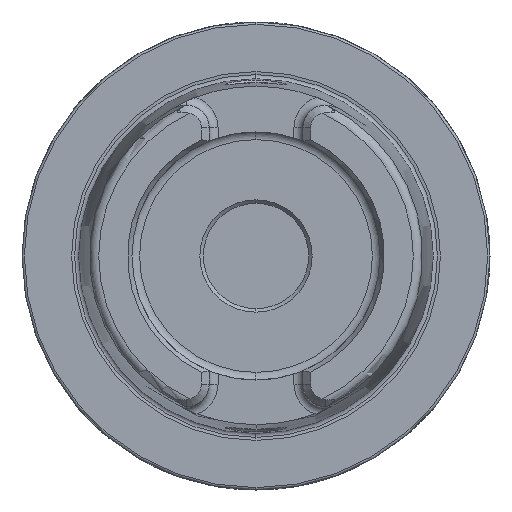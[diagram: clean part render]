
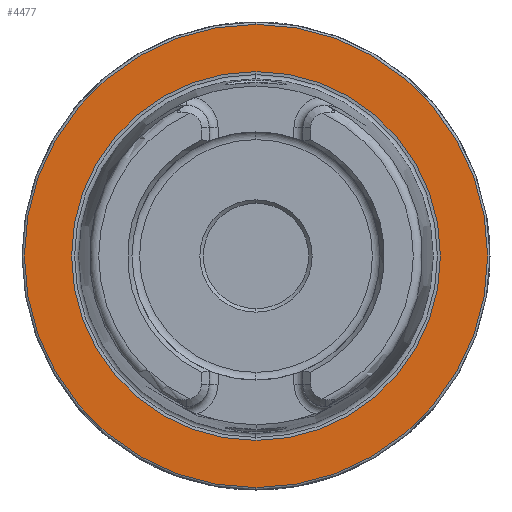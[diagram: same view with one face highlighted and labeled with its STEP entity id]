
A CAD part, left-side view. The second image highlights one B-rep face of the part: STEP entity #4477.
In plain terms, the highlighted planar face has unit normal (-1, 0, 0).
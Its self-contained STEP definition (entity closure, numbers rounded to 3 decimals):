
#199 = VERTEX_POINT ( 'NONE', #9900 ) ;
#227 = CARTESIAN_POINT ( 'NONE',  ( 0., 0., 0. ) ) ;
#316 = VERTEX_POINT ( 'NONE', #3395 ) ;
#411 = ORIENTED_EDGE ( 'NONE', *, *, #2276, .F. ) ;
#1769 = DIRECTION ( 'NONE',  ( -1., 0., 0. ) ) ;
#1880 = CIRCLE ( 'NONE', #4569, 49.5 ) ;
#2050 = DIRECTION ( 'NONE',  ( 1., 0., 0. ) ) ;
#2276 = EDGE_CURVE ( 'NONE', #199, #9043, #7578, .T. ) ;
#2461 = EDGE_CURVE ( 'NONE', #316, #8072, #7078, .T. ) ;
#2857 = ORIENTED_EDGE ( 'NONE', *, *, #4671, .T. ) ;
#3146 = DIRECTION ( 'NONE',  ( 0., 0., 1. ) ) ;
#3395 = CARTESIAN_POINT ( 'NONE',  ( 0., 0., -49.5 ) ) ;
#4477 = ADVANCED_FACE ( 'NONE', ( #6249, #5636 ), #7532, .F. ) ;
#4569 = AXIS2_PLACEMENT_3D ( 'NONE', #7297, #6470, #5598 ) ;
#4573 = CARTESIAN_POINT ( 'NONE',  ( 0., 0., 0. ) ) ;
#4671 = EDGE_CURVE ( 'NONE', #8072, #316, #1880, .T. ) ;
#5045 = AXIS2_PLACEMENT_3D ( 'NONE', #4573, #6976, #7956 ) ;
#5598 = DIRECTION ( 'NONE',  ( 0., 0., 1. ) ) ;
#5636 = FACE_OUTER_BOUND ( 'NONE', #6383, .T. ) ;
#6249 = FACE_BOUND ( 'NONE', #8677, .T. ) ;
#6365 = DIRECTION ( 'NONE',  ( 0., 0., 1. ) ) ;
#6383 = EDGE_LOOP ( 'NONE', ( #2857, #9911 ) ) ;
#6470 = DIRECTION ( 'NONE',  ( -1., 0., 0. ) ) ;
#6852 = CARTESIAN_POINT ( 'NONE',  ( 0., 49.5, 0. ) ) ;
#6976 = DIRECTION ( 'NONE',  ( -1., 0., 0. ) ) ;
#6977 = CARTESIAN_POINT ( 'NONE',  ( 0., 0., -39.405 ) ) ;
#7078 = CIRCLE ( 'NONE', #8830, 49.5 ) ;
#7120 = DIRECTION ( 'NONE',  ( -1., 0., 0. ) ) ;
#7297 = CARTESIAN_POINT ( 'NONE',  ( 0., 0., 0. ) ) ;
#7532 = PLANE ( 'NONE',  #8407 ) ;
#7578 = CIRCLE ( 'NONE', #5045, 39.405 ) ;
#7725 = CIRCLE ( 'NONE', #8313, 39.405 ) ;
#7929 = CARTESIAN_POINT ( 'NONE',  ( 0., 0., 0. ) ) ;
#7956 = DIRECTION ( 'NONE',  ( 0., 0., 1. ) ) ;
#8072 = VERTEX_POINT ( 'NONE', #9886 ) ;
#8308 = DIRECTION ( 'NONE',  ( 0., 0., -1. ) ) ;
#8313 = AXIS2_PLACEMENT_3D ( 'NONE', #227, #1769, #6365 ) ;
#8407 = AXIS2_PLACEMENT_3D ( 'NONE', #6852, #2050, #8308 ) ;
#8677 = EDGE_LOOP ( 'NONE', ( #411, #9668 ) ) ;
#8830 = AXIS2_PLACEMENT_3D ( 'NONE', #7929, #7120, #3146 ) ;
#9043 = VERTEX_POINT ( 'NONE', #6977 ) ;
#9494 = EDGE_CURVE ( 'NONE', #9043, #199, #7725, .T. ) ;
#9668 = ORIENTED_EDGE ( 'NONE', *, *, #9494, .F. ) ;
#9886 = CARTESIAN_POINT ( 'NONE',  ( 0., 0., 49.5 ) ) ;
#9900 = CARTESIAN_POINT ( 'NONE',  ( 0., 0., 39.405 ) ) ;
#9911 = ORIENTED_EDGE ( 'NONE', *, *, #2461, .T. ) ;
